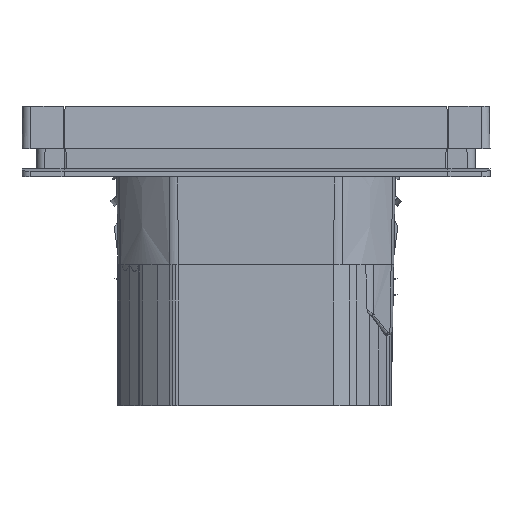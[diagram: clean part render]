
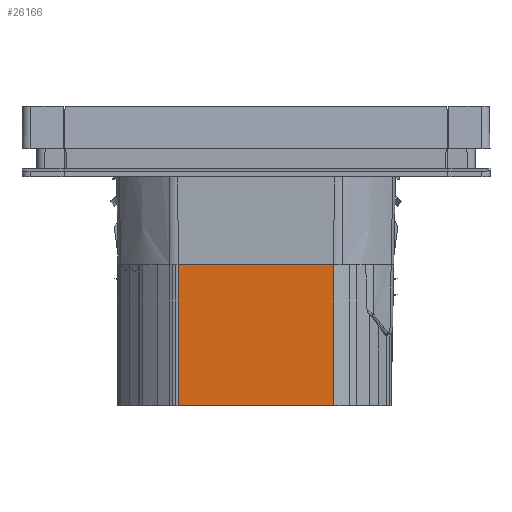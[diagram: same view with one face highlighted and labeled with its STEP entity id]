
A CAD part, front view. The second image highlights one B-rep face of the part: STEP entity #26166.
In plain terms, the highlighted planar face has unit normal (0, -1, 0).
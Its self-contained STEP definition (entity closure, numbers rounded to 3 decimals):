
#1566 = B_SPLINE_CURVE_WITH_KNOTS ( 'NONE', 3,
 ( #47215, #63639, #33614, #32657 ),
 .UNSPECIFIED., .F., .F.,
 ( 4, 4 ),
 ( 0., 1. ),
 .UNSPECIFIED. ) ;
#6131 = DIRECTION ( 'NONE',  ( 0., 0., -1. ) ) ;
#7733 = LINE ( 'NONE', #66806, #77017 ) ;
#8668 = EDGE_CURVE ( 'NONE', #29149, #75757, #7733, .T. ) ;
#10399 = CARTESIAN_POINT ( 'NONE',  ( -85.614, -25.535, -43.85 ) ) ;
#12354 = DIRECTION ( 'NONE',  ( 1., 0., 0. ) ) ;
#14928 = DIRECTION ( 'NONE',  ( 0., -1., 0. ) ) ;
#21230 = PLANE ( 'NONE',  #34642 ) ;
#21690 = ORIENTED_EDGE ( 'NONE', *, *, #57901, .T. ) ;
#26085 = VERTEX_POINT ( 'NONE', #77932 ) ;
#26166 = ADVANCED_FACE ( 'NONE', ( #44448 ), #21230, .T. ) ;
#27374 = VERTEX_POINT ( 'NONE', #47815 ) ;
#27533 = EDGE_LOOP ( 'NONE', ( #69341, #21690, #45258, #45285, #47355 ) ) ;
#29149 = VERTEX_POINT ( 'NONE', #80898 ) ;
#32657 = CARTESIAN_POINT ( 'NONE',  ( -85.614, -25.535, -17.799 ) ) ;
#33614 = CARTESIAN_POINT ( 'NONE',  ( -93.416, -25.535, -17.799 ) ) ;
#34620 = LINE ( 'NONE', #85028, #50202 ) ;
#34642 = AXIS2_PLACEMENT_3D ( 'NONE', #50766, #14928, #82237 ) ;
#35661 = EDGE_CURVE ( 'NONE', #75757, #83140, #74712, .T. ) ;
#35664 = CARTESIAN_POINT ( 'NONE',  ( -114.386, -25.535, 55.12 ) ) ;
#37732 = DIRECTION ( 'NONE',  ( 0., 0., -1. ) ) ;
#38921 = VECTOR ( 'NONE', #69340, 1000. ) ;
#44448 = FACE_OUTER_BOUND ( 'NONE', #27533, .T. ) ;
#45258 = ORIENTED_EDGE ( 'NONE', *, *, #35661, .F. ) ;
#45285 = ORIENTED_EDGE ( 'NONE', *, *, #8668, .F. ) ;
#47215 = CARTESIAN_POINT ( 'NONE',  ( -109.019, -25.535, -17.8 ) ) ;
#47355 = ORIENTED_EDGE ( 'NONE', *, *, #78811, .F. ) ;
#47815 = CARTESIAN_POINT ( 'NONE',  ( -109.019, -25.535, -17.8 ) ) ;
#50202 = VECTOR ( 'NONE', #12354, 1000. ) ;
#50766 = CARTESIAN_POINT ( 'NONE',  ( -85.614, -25.535, 55.12 ) ) ;
#51660 = CARTESIAN_POINT ( 'NONE',  ( -114.386, -25.535, -43.85 ) ) ;
#57901 = EDGE_CURVE ( 'NONE', #26085, #83140, #87517, .T. ) ;
#59330 = EDGE_CURVE ( 'NONE', #26085, #27374, #34620, .T. ) ;
#63639 = CARTESIAN_POINT ( 'NONE',  ( -101.218, -25.535, -17.8 ) ) ;
#66806 = CARTESIAN_POINT ( 'NONE',  ( -85.614, -25.535, 55.12 ) ) ;
#69340 = DIRECTION ( 'NONE',  ( -1., 0., 0. ) ) ;
#69341 = ORIENTED_EDGE ( 'NONE', *, *, #59330, .F. ) ;
#74712 = LINE ( 'NONE', #91173, #38921 ) ;
#75757 = VERTEX_POINT ( 'NONE', #10399 ) ;
#77017 = VECTOR ( 'NONE', #37732, 1000. ) ;
#77932 = CARTESIAN_POINT ( 'NONE',  ( -114.386, -25.535, -17.8 ) ) ;
#78811 = EDGE_CURVE ( 'NONE', #27374, #29149, #1566, .T. ) ;
#80898 = CARTESIAN_POINT ( 'NONE',  ( -85.614, -25.535, -17.799 ) ) ;
#82237 = DIRECTION ( 'NONE',  ( 1., 0., 0. ) ) ;
#83140 = VERTEX_POINT ( 'NONE', #51660 ) ;
#85028 = CARTESIAN_POINT ( 'NONE',  ( -114.799, -25.535, -17.8 ) ) ;
#87517 = LINE ( 'NONE', #35664, #90248 ) ;
#90248 = VECTOR ( 'NONE', #6131, 1000. ) ;
#91173 = CARTESIAN_POINT ( 'NONE',  ( -85.614, -25.535, -43.85 ) ) ;
